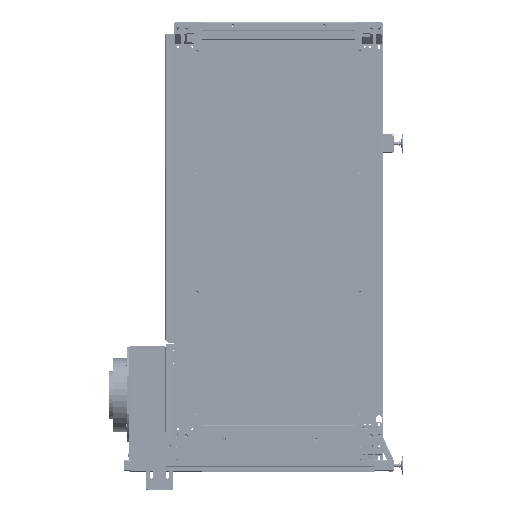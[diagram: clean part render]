
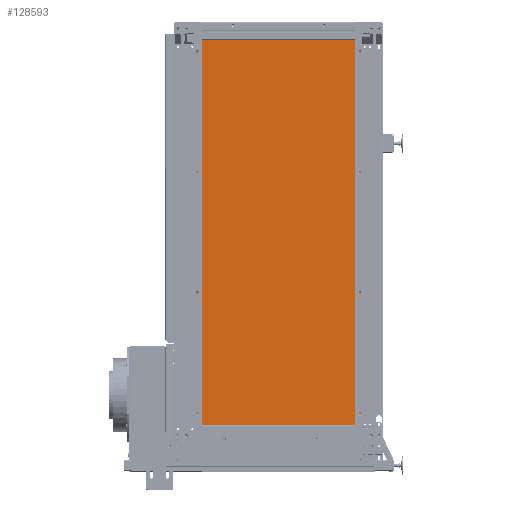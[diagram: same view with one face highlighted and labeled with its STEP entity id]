
A CAD part, left-side view. The second image highlights one B-rep face of the part: STEP entity #128593.
In plain terms, the highlighted face is planar.
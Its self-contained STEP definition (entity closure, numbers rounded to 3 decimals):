
#5437 = LINE ( 'NONE', #23622, #59309 ) ;
#6531 = ORIENTED_EDGE ( 'NONE', *, *, #47370, .T. ) ;
#8183 = VERTEX_POINT ( 'NONE', #41886 ) ;
#8453 = PLANE ( 'NONE',  #107742 ) ;
#15527 = DIRECTION ( 'NONE',  ( 0., -1., 0. ) ) ;
#17055 = EDGE_LOOP ( 'NONE', ( #25774, #35303, #33368, #6531 ) ) ;
#23622 = CARTESIAN_POINT ( 'NONE',  ( -550., 225., 5. ) ) ;
#25158 = DIRECTION ( 'NONE',  ( 1., 0., 0. ) ) ;
#25774 = ORIENTED_EDGE ( 'NONE', *, *, #125685, .T. ) ;
#28882 = VERTEX_POINT ( 'NONE', #104226 ) ;
#33368 = ORIENTED_EDGE ( 'NONE', *, *, #81997, .T. ) ;
#35303 = ORIENTED_EDGE ( 'NONE', *, *, #122384, .T. ) ;
#36427 = VECTOR ( 'NONE', #50622, 1000. ) ;
#37631 = VECTOR ( 'NONE', #96114, 1000. ) ;
#40528 = LINE ( 'NONE', #123821, #36427 ) ;
#41886 = CARTESIAN_POINT ( 'NONE',  ( 550., 225., 5. ) ) ;
#42135 = CARTESIAN_POINT ( 'NONE',  ( -550., 225., 5. ) ) ;
#43047 = VECTOR ( 'NONE', #25158, 1000. ) ;
#47370 = EDGE_CURVE ( 'NONE', #61540, #28882, #77491, .T. ) ;
#47929 = CARTESIAN_POINT ( 'NONE',  ( 550., -225., 5. ) ) ;
#49440 = CARTESIAN_POINT ( 'NONE',  ( 550., -225., 5. ) ) ;
#50622 = DIRECTION ( 'NONE',  ( 0., 1., 0. ) ) ;
#59309 = VECTOR ( 'NONE', #15527, 1000. ) ;
#61540 = VERTEX_POINT ( 'NONE', #79718 ) ;
#67887 = CARTESIAN_POINT ( 'NONE',  ( 550., 225., 5. ) ) ;
#77491 = LINE ( 'NONE', #47929, #43047 ) ;
#79718 = CARTESIAN_POINT ( 'NONE',  ( -550., -225., 5. ) ) ;
#81997 = EDGE_CURVE ( 'NONE', #109058, #61540, #5437, .T. ) ;
#89090 = DIRECTION ( 'NONE',  ( -1., 0., 0. ) ) ;
#90407 = DIRECTION ( 'NONE',  ( 0., 0., -1. ) ) ;
#96114 = DIRECTION ( 'NONE',  ( -1., 0., 0. ) ) ;
#104226 = CARTESIAN_POINT ( 'NONE',  ( 550., -225., 5. ) ) ;
#107742 = AXIS2_PLACEMENT_3D ( 'NONE', #49440, #90407, #89090 ) ;
#109058 = VERTEX_POINT ( 'NONE', #42135 ) ;
#110551 = FACE_OUTER_BOUND ( 'NONE', #17055, .T. ) ;
#122384 = EDGE_CURVE ( 'NONE', #8183, #109058, #129004, .T. ) ;
#123821 = CARTESIAN_POINT ( 'NONE',  ( 550., 225., 5. ) ) ;
#125685 = EDGE_CURVE ( 'NONE', #28882, #8183, #40528, .T. ) ;
#128593 = ADVANCED_FACE ( 'NONE', ( #110551 ), #8453, .F. ) ;
#129004 = LINE ( 'NONE', #67887, #37631 ) ;
